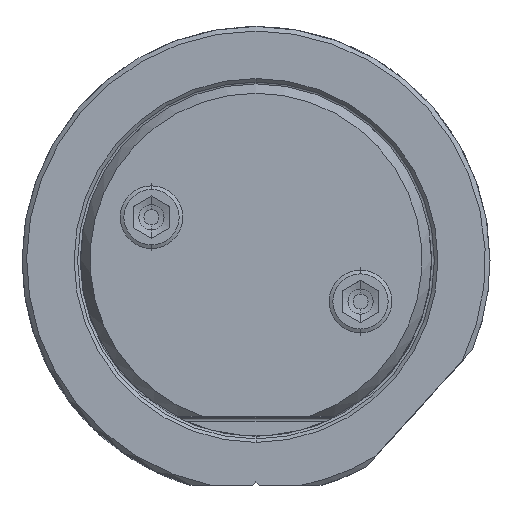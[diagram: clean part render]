
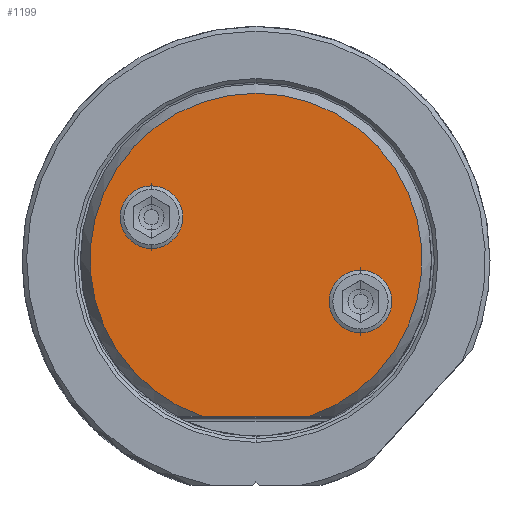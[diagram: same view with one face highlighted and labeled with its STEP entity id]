
A CAD part, top view. The second image highlights one B-rep face of the part: STEP entity #1199.
In plain terms, the highlighted planar face has unit normal (0, 0, 1).
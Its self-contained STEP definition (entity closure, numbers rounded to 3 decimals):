
#82=FACE_BOUND('',#1899,.T.);
#83=FACE_BOUND('',#1900,.T.);
#84=FACE_BOUND('',#1901,.T.);
#205=PLANE('',#6428);
#572=LINE('',#13961,#902);
#902=VECTOR('',#7605,1.);
#1199=ADVANCED_FACE('',(#82,#83,#84),#205,.T.);
#1899=EDGE_LOOP('',(#3235,#3236,#3237));
#1900=EDGE_LOOP('',(#3238,#3239));
#1901=EDGE_LOOP('',(#3240,#3241));
#3235=ORIENTED_EDGE('',*,*,#5249,.T.);
#3236=ORIENTED_EDGE('',*,*,#5252,.T.);
#3237=ORIENTED_EDGE('',*,*,#5250,.T.);
#3238=ORIENTED_EDGE('',*,*,#5255,.T.);
#3239=ORIENTED_EDGE('',*,*,#5256,.T.);
#3240=ORIENTED_EDGE('',*,*,#5257,.T.);
#3241=ORIENTED_EDGE('',*,*,#5258,.T.);
#4509=VERTEX_POINT('',#13951);
#4510=VERTEX_POINT('',#13953);
#4511=VERTEX_POINT('',#13955);
#4512=VERTEX_POINT('',#13968);
#4513=VERTEX_POINT('',#13969);
#4514=VERTEX_POINT('',#13972);
#4515=VERTEX_POINT('',#13973);
#5249=EDGE_CURVE('',#4510,#4509,#5785,.T.);
#5250=EDGE_CURVE('',#4511,#4510,#5786,.T.);
#5252=EDGE_CURVE('',#4509,#4511,#572,.T.);
#5255=EDGE_CURVE('',#4512,#4513,#5787,.T.);
#5256=EDGE_CURVE('',#4513,#4512,#5788,.T.);
#5257=EDGE_CURVE('',#4514,#4515,#5789,.T.);
#5258=EDGE_CURVE('',#4515,#4514,#5790,.T.);
#5785=CIRCLE('',#6418,18.022);
#5786=CIRCLE('',#6419,18.022);
#5787=CIRCLE('',#6424,3.4);
#5788=CIRCLE('',#6425,3.4);
#5789=CIRCLE('',#6426,3.4);
#5790=CIRCLE('',#6427,3.4);
#6418=AXIS2_PLACEMENT_3D('',#13952,#7599,#7600);
#6419=AXIS2_PLACEMENT_3D('',#13954,#7601,#7602);
#6424=AXIS2_PLACEMENT_3D('',#13967,#7614,#7615);
#6425=AXIS2_PLACEMENT_3D('',#13970,#7616,#7617);
#6426=AXIS2_PLACEMENT_3D('',#13971,#7618,#7619);
#6427=AXIS2_PLACEMENT_3D('',#13974,#7620,#7621);
#6428=AXIS2_PLACEMENT_3D('',#13975,#7622,#7623);
#7599=DIRECTION('',(0.,0.,1.));
#7600=DIRECTION('',(0.,1.,0.));
#7601=DIRECTION('',(0.,0.,1.));
#7602=DIRECTION('',(0.324,-0.946,0.));
#7605=DIRECTION('',(1.,0.,0.));
#7614=DIRECTION('',(0.,0.,-1.));
#7615=DIRECTION('',(1.,0.,0.));
#7616=DIRECTION('',(0.,0.,-1.));
#7617=DIRECTION('',(-1.,0.,0.));
#7618=DIRECTION('',(0.,0.,-1.));
#7619=DIRECTION('',(1.,0.,0.));
#7620=DIRECTION('',(0.,0.,-1.));
#7621=DIRECTION('',(-1.,0.,0.));
#7622=DIRECTION('',(0.,0.,1.));
#7623=DIRECTION('',(1.,0.,0.));
#13951=CARTESIAN_POINT('',(-5.839,-17.05,69.85));
#13952=CARTESIAN_POINT('',(0.,0.,69.85));
#13953=CARTESIAN_POINT('',(0.,18.022,69.85));
#13954=CARTESIAN_POINT('',(0.,0.,69.85));
#13955=CARTESIAN_POINT('',(5.839,-17.05,69.85));
#13961=CARTESIAN_POINT('',(-5.839,-17.05,69.85));
#13967=CARTESIAN_POINT('',(11.344,-4.573,69.85));
#13968=CARTESIAN_POINT('',(14.744,-4.573,69.85));
#13969=CARTESIAN_POINT('',(7.944,-4.573,69.85));
#13970=CARTESIAN_POINT('',(11.344,-4.573,69.85));
#13971=CARTESIAN_POINT('',(-11.344,4.573,69.85));
#13972=CARTESIAN_POINT('',(-7.944,4.573,69.85));
#13973=CARTESIAN_POINT('',(-14.744,4.573,69.85));
#13974=CARTESIAN_POINT('',(-11.344,4.573,69.85));
#13975=CARTESIAN_POINT('',(0.,0.486,69.85));
